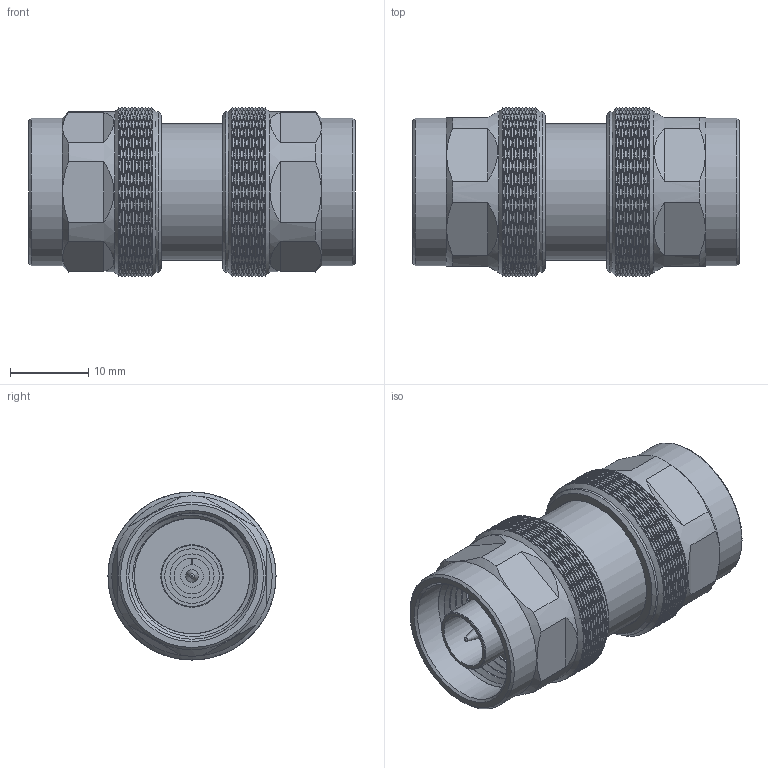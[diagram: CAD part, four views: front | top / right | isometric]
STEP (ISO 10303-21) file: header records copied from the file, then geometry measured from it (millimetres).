
FILE_DESCRIPTION(/* description */ ('Unknown'),/* implementation_level */ '2;1');
FILE_NAME(/* name */ '64404204211000',/* time_stamp */ '2022-11-10T10:59:52+01:00',/* author */ ('Unknown'),/* organization */ ('Unknown'),/* preprocessor_version */ 'ST-DEVELOPER v18.102',/* originating_system */ 'Solid Edge',/* authorisation */ 'Unknown');
FILE_SCHEMA (('INTEGRATED_CNC_SCHEMA','AUTOMOTIVE_DESIGN {1 0 10303 214 3 1 1}'));
Products named in the file (1): 64404204211000
Bounding box: 41.84 x 21.54 x 21.54 mm (x, y, z)
Volume: 8199 mm3; surface area: 11449.5 mm2
Topology: 1 solids, 1 shells, 4274 faces, 8594 edges, 4352 vertices
Faces by surface type: bspline 3204, cylinder 890, plane 156, cone 22, torus 2
Full cylindrical faces by diameter (mm): 1.6 x3, 1.97 x2, 2.45 x2, 2.95 x2, 4.56 x1, 4.6 x1, 5.66 x2, 7 x2, 8 x3, 11.3 x1, 14.9 x2, 15.6 x2, 16.22 x2, 17.5 x3, 17.7 x4, 18.93 x2, 19.5 x2, 20.53 x4
Entity records: 178901 total; most frequent: CARTESIAN_POINT 93841, ORIENTED_EDGE 16984, EDGE_CURVE 8492, B_SPLINE_CURVE_WITH_KNOTS 6420, EDGE_LOOP 4374, FACE_BOUND 4374, VERTEX_POINT 4316, STYLED_ITEM 4272
